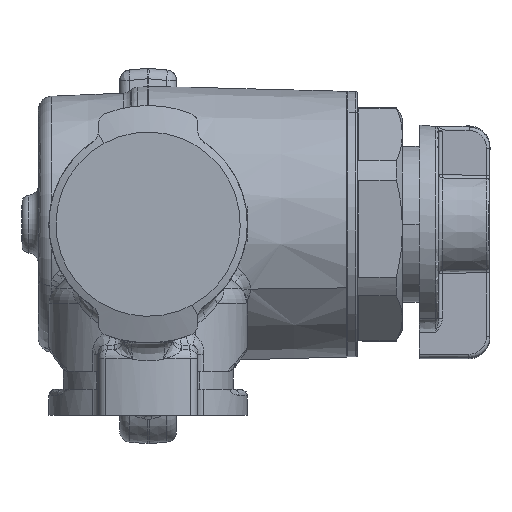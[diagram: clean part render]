
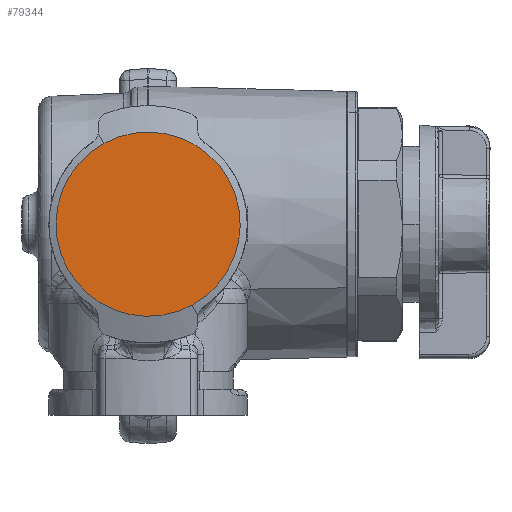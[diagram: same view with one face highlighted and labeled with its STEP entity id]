
A CAD part, front view. The second image highlights one B-rep face of the part: STEP entity #79344.
In plain terms, the highlighted planar face has unit normal (0, -1, 0).
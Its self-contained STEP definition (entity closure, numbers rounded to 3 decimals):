
#79321=CARTESIAN_POINT('Axis2P3D Location',(49.227,-123.,-2.)) ;
#79326=CARTESIAN_POINT('Axis2P3D Location',(49.227,-123.,-15.)) ;
#79330=CARTESIAN_POINT('Vertex',(55.46,-123.,-26.409)) ;
#79332=CARTESIAN_POINT('Vertex',(42.995,-123.,-3.591)) ;
#79335=CARTESIAN_POINT('Axis2P3D Location',(49.227,-123.,-15.)) ;
#79322=DIRECTION('Axis2P3D Direction',(0.,-1.,0.)) ;
#79323=DIRECTION('Axis2P3D XDirection',(1.,0.,0.)) ;
#79327=DIRECTION('Axis2P3D Direction',(0.,-1.,0.)) ;
#79336=DIRECTION('Axis2P3D Direction',(0.,-1.,0.)) ;
#79324=AXIS2_PLACEMENT_3D('Plane Axis2P3D',#79321,#79322,#79323) ;
#79328=AXIS2_PLACEMENT_3D('Circle Axis2P3D',#79326,#79327,$) ;
#79337=AXIS2_PLACEMENT_3D('Circle Axis2P3D',#79335,#79336,$) ;
#79329=CIRCLE('generated circle',#79328,13.) ;
#79338=CIRCLE('generated circle',#79337,13.) ;
#79325=PLANE('',#79324) ;
#79334=EDGE_CURVE('',#79331,#79333,#79329,.T.) ;
#79339=EDGE_CURVE('',#79333,#79331,#79338,.T.) ;
#79341=ORIENTED_EDGE('',*,*,#79334,.T.) ;
#79342=ORIENTED_EDGE('',*,*,#79339,.T.) ;
#79340=EDGE_LOOP('',(#79341,#79342)) ;
#79331=VERTEX_POINT('',#79330) ;
#79333=VERTEX_POINT('',#79332) ;
#79344=ADVANCED_FACE('PartBody',(#79343),#79325,.T.) ;
#79343=FACE_OUTER_BOUND('',#79340,.T.) ;
